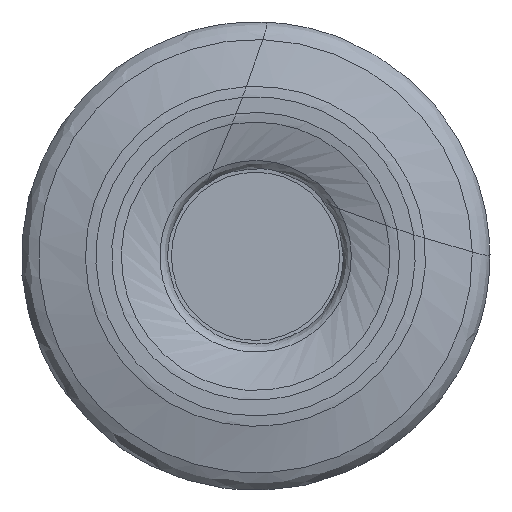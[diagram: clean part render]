
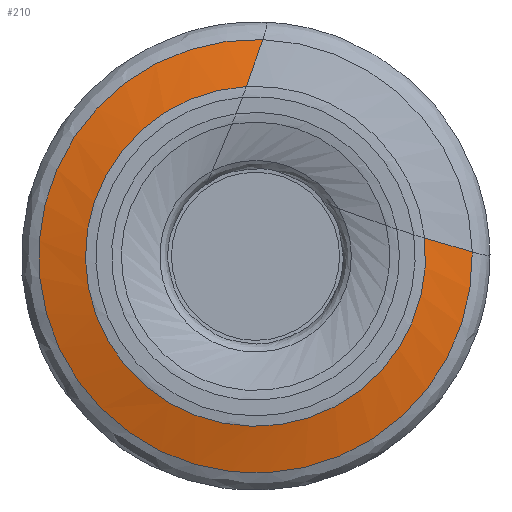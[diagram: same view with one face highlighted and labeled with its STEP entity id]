
A CAD part, left-side view. The second image highlights one B-rep face of the part: STEP entity #210.
In plain terms, the highlighted free-form (B-spline) face has degree [1, 3] with [2, 7] control points.
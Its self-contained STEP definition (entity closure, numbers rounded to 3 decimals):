
#38=(
BOUNDED_SURFACE()
B_SPLINE_SURFACE(1,3,((#1333,#1334,#1335,#1336,#1337,#1338,#1339),(#1340,
#1341,#1342,#1343,#1344,#1345,#1346)),.UNSPECIFIED.,.F.,.F.,.F.)
B_SPLINE_SURFACE_WITH_KNOTS((2,2),(4,3,4),(0.,1.),(0.,0.5,1.),
 .UNSPECIFIED.)
GEOMETRIC_REPRESENTATION_ITEM()
RATIONAL_B_SPLINE_SURFACE(((1.,0.58,0.58,1.,0.58,
0.58,1.),(1.,0.58,0.58,1.,0.58,
0.58,1.)))
REPRESENTATION_ITEM('')
SURFACE()
);
#72=LINE('',#1331,#90);
#73=LINE('',#1332,#91);
#90=VECTOR('',#982,1.);
#91=VECTOR('',#983,1.);
#153=FACE_OUTER_BOUND('',#331,.T.);
#210=ADVANCED_FACE('',(#153),#38,.F.);
#331=EDGE_LOOP('',(#428,#429,#430,#431));
#428=ORIENTED_EDGE('',*,*,#641,.F.);
#429=ORIENTED_EDGE('',*,*,#642,.T.);
#430=ORIENTED_EDGE('',*,*,#638,.T.);
#431=ORIENTED_EDGE('',*,*,#643,.T.);
#576=VERTEX_POINT('',#1296);
#577=VERTEX_POINT('',#1297);
#578=VERTEX_POINT('',#1329);
#579=VERTEX_POINT('',#1330);
#638=EDGE_CURVE('',#576,#577,#724,.T.);
#641=EDGE_CURVE('',#578,#579,#727,.T.);
#642=EDGE_CURVE('',#578,#576,#72,.T.);
#643=EDGE_CURVE('',#577,#579,#73,.T.);
#724=CIRCLE('',#818,14.502);
#727=CIRCLE('',#821,18.49);
#818=AXIS2_PLACEMENT_3D('',#1295,#974,#975);
#821=AXIS2_PLACEMENT_3D('',#1328,#980,#981);
#974=DIRECTION('',(1.,0.,0.));
#975=DIRECTION('',(0.,-0.994,0.107));
#980=DIRECTION('',(1.,0.,0.));
#981=DIRECTION('',(0.,-1.,0.02));
#982=DIRECTION('',(-0.241,0.932,0.272));
#983=DIRECTION('',(0.241,-0.321,0.916));
#1295=CARTESIAN_POINT('',(0.149,0.,0.));
#1296=CARTESIAN_POINT('',(0.149,-14.418,1.556));
#1297=CARTESIAN_POINT('',(0.149,0.782,14.481));
#1328=CARTESIAN_POINT('',(1.199,0.,0.));
#1329=CARTESIAN_POINT('',(1.199,-18.486,0.37));
#1330=CARTESIAN_POINT('',(1.199,-0.62,18.48));
#1331=CARTESIAN_POINT('',(0.149,-14.418,1.556));
#1332=CARTESIAN_POINT('',(0.149,0.782,14.481));
#1333=CARTESIAN_POINT('',(0.149,-14.418,1.556));
#1334=CARTESIAN_POINT('',(0.149,-16.079,-13.833));
#1335=CARTESIAN_POINT('',(0.149,-2.398,-21.075));
#1336=CARTESIAN_POINT('',(0.149,9.394,-11.048));
#1337=CARTESIAN_POINT('',(0.149,21.186,-1.021));
#1338=CARTESIAN_POINT('',(0.149,16.238,13.646));
#1339=CARTESIAN_POINT('',(0.149,0.782,14.481));
#1340=CARTESIAN_POINT('',(1.199,-18.486,0.37));
#1341=CARTESIAN_POINT('',(1.199,-18.881,-19.362));
#1342=CARTESIAN_POINT('',(1.199,-0.698,-27.035));
#1343=CARTESIAN_POINT('',(1.199,13.163,-12.985));
#1344=CARTESIAN_POINT('',(1.199,27.023,1.064));
#1345=CARTESIAN_POINT('',(1.199,19.104,19.142));
#1346=CARTESIAN_POINT('',(1.199,-0.62,18.48));
